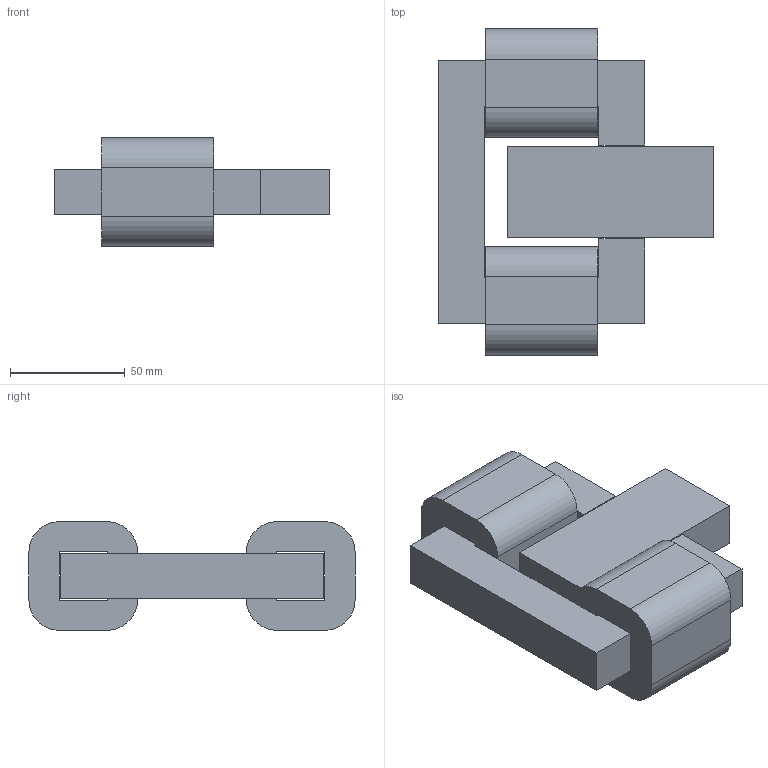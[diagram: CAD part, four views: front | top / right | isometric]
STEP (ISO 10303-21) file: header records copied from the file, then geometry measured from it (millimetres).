
FILE_DESCRIPTION(/* description */ (''),/* implementation_level */ '2;1');
FILE_NAME(/* name */ 'actuator.stp',/* time_stamp */ '2019-02-11T18:36:49+00:00',/* author */ ('ns6022'),/* organization */ (''),/* preprocessor_version */ 'ST-DEVELOPER v17',/* originating_system */ 'Autodesk Inventor 2018',/* authorisation */ '');
FILE_SCHEMA (('AUTOMOTIVE_DESIGN { 1 0 10303 214 3 1 1 }'));
Length unit declared in the file: millimetre
Products named in the file (4): actuator; Core; Armature; Winding
Assembly tree (4 placements, depth 2):
  actuator
    Core
    Armature
    Winding  x2
Bounding box: 120 x 142.4 x 47.4 mm (x, y, z)
Volume: 349906.7 mm3; surface area: 67536.7 mm2
Topology: 4 solids, 4 shells, 48 faces, 120 edges, 80 vertices
Faces by surface type: plane 40, cylinder 8
Entity records: 1175 total; most frequent: CARTESIAN_POINT 183, DIRECTION 178, ORIENTED_EDGE 168, EDGE_CURVE 84, LINE 76, VECTOR 76, VERTEX_POINT 56, AXIS2_PLACEMENT_3D 51
